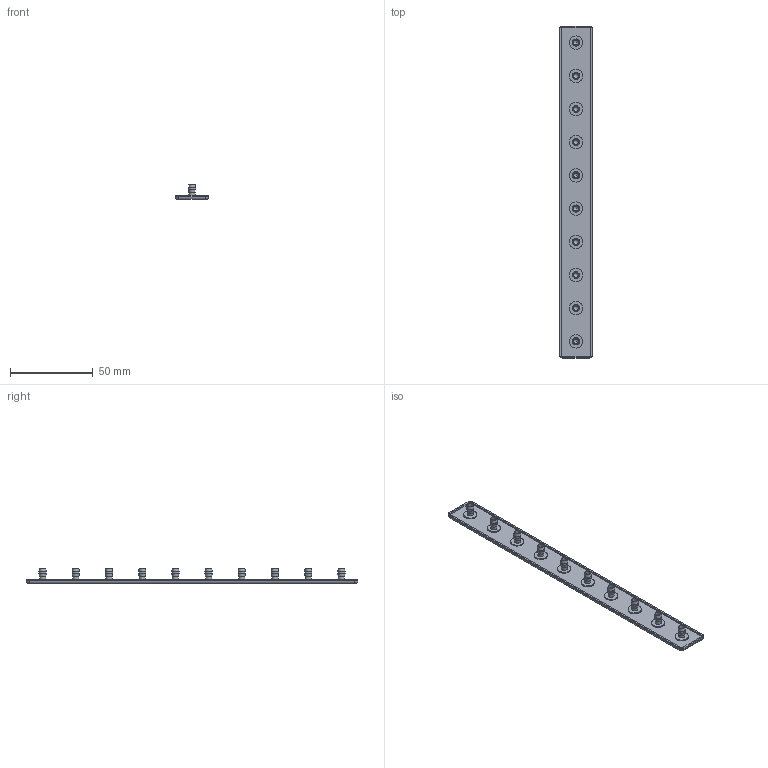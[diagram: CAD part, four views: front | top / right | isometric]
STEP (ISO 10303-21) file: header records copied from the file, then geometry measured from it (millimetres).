
FILE_DESCRIPTION((''),'2;1');
FILE_NAME('SZ0006S-A.stp','2013-08-19T13:36:33',('janine behrens'),(''),'Autodesk Inventor 2012','Autodesk Inventor 2012','');
FILE_SCHEMA(('AUTOMOTIVE_DESIGN { 1 0 10303 214 1 1 1 1 }'));
Length unit declared in the file: millimetre
Products named in the file (1): SZ0006S-A
Bounding box: 20 x 200 x 9 mm (x, y, z)
Volume: 6998.5 mm3; surface area: 10808.9 mm2
Topology: 1 solids, 1 shells, 117 faces, 244 edges, 150 vertices
Faces by surface type: cylinder 52, plane 31, cone 20, sphere 10, bspline 4
Full cylindrical faces by diameter (mm): 3 x10, 3.7 x10, 4.35 x10, 8 x10
Entity records: 2770 total; most frequent: CARTESIAN_POINT 578, DIRECTION 500, ORIENTED_EDGE 308, AXIS2_PLACEMENT_3D 232, EDGE_LOOP 208, EDGE_CURVE 154, VERTEX_POINT 130, CIRCLE 118
